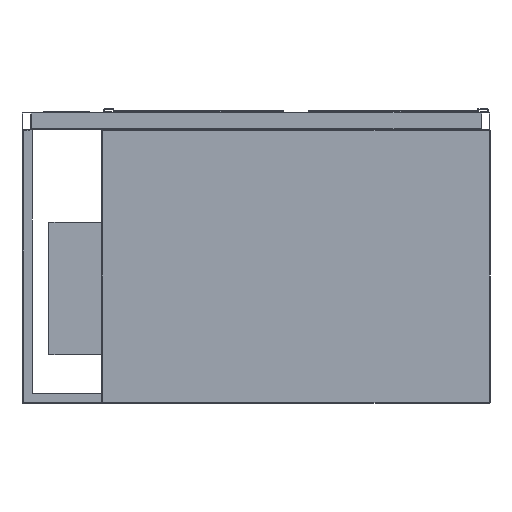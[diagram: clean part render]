
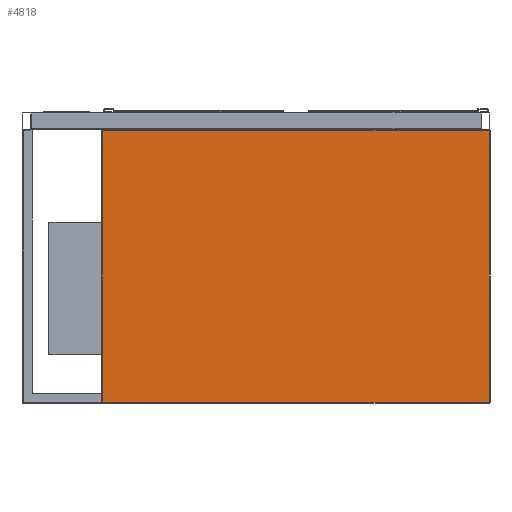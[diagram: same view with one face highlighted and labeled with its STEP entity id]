
A CAD part, front view. The second image highlights one B-rep face of the part: STEP entity #4818.
In plain terms, the highlighted planar face has unit normal (0, -1, 0).
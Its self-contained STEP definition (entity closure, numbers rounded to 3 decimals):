
#349 = AXIS2_PLACEMENT_3D ( 'NONE', #28124, #2996, #13827 ) ;
#2996 = DIRECTION ( 'NONE',  ( 0., -1., 0. ) ) ;
#4818 = ADVANCED_FACE ( 'Fl�che8', ( #33237 ), #5183, .T. ) ;
#4998 = LINE ( 'NONE', #15853, #11149 ) ;
#5183 = PLANE ( 'NONE',  #349 ) ;
#5825 = VECTOR ( 'NONE', #12566, 1000. ) ;
#7853 = CARTESIAN_POINT ( 'NONE',  ( 438., -355., -658. ) ) ;
#7903 = ORIENTED_EDGE ( 'NONE', *, *, #17449, .T. ) ;
#8159 = CARTESIAN_POINT ( 'NONE',  ( 438., -355., -42. ) ) ;
#9530 = EDGE_CURVE ( 'NONE', #19112, #29380, #29085, .T. ) ;
#9714 = ORIENTED_EDGE ( 'NONE', *, *, #29561, .T. ) ;
#11149 = VECTOR ( 'NONE', #30133, 1000. ) ;
#11172 = VECTOR ( 'NONE', #34367, 1000. ) ;
#11587 = ORIENTED_EDGE ( 'NONE', *, *, #27454, .T. ) ;
#12566 = DIRECTION ( 'NONE',  ( -1., 0., 0. ) ) ;
#13827 = DIRECTION ( 'NONE',  ( 0., 0., -1. ) ) ;
#15853 = CARTESIAN_POINT ( 'NONE',  ( -440., -355., -658. ) ) ;
#16271 = CARTESIAN_POINT ( 'NONE',  ( -438., -355., -660. ) ) ;
#17449 = EDGE_CURVE ( 'NONE', #29380, #27324, #27835, .T. ) ;
#19112 = VERTEX_POINT ( 'NONE', #8159 ) ;
#23424 = VECTOR ( 'NONE', #36247, 1000. ) ;
#23746 = CARTESIAN_POINT ( 'NONE',  ( 438., -355., -660. ) ) ;
#27324 = VERTEX_POINT ( 'NONE', #34912 ) ;
#27454 = EDGE_CURVE ( 'NONE', #27324, #28976, #4998, .T. ) ;
#27835 = LINE ( 'NONE', #16271, #23424 ) ;
#28124 = CARTESIAN_POINT ( 'NONE',  ( -440., -355., -660. ) ) ;
#28150 = ORIENTED_EDGE ( 'NONE', *, *, #9530, .T. ) ;
#28912 = CARTESIAN_POINT ( 'NONE',  ( -440., -355., -42. ) ) ;
#28976 = VERTEX_POINT ( 'NONE', #7853 ) ;
#29085 = LINE ( 'NONE', #28912, #5825 ) ;
#29201 = EDGE_LOOP ( 'NONE', ( #28150, #7903, #11587, #9714 ) ) ;
#29380 = VERTEX_POINT ( 'NONE', #33282 ) ;
#29561 = EDGE_CURVE ( 'NONE', #28976, #19112, #35092, .T. ) ;
#30133 = DIRECTION ( 'NONE',  ( 1., 0., 0. ) ) ;
#33237 = FACE_OUTER_BOUND ( 'NONE', #29201, .T. ) ;
#33282 = CARTESIAN_POINT ( 'NONE',  ( -438., -355., -42. ) ) ;
#34367 = DIRECTION ( 'NONE',  ( 0., 0., 1. ) ) ;
#34912 = CARTESIAN_POINT ( 'NONE',  ( -438., -355., -658. ) ) ;
#35092 = LINE ( 'NONE', #23746, #11172 ) ;
#36247 = DIRECTION ( 'NONE',  ( 0., 0., -1. ) ) ;
